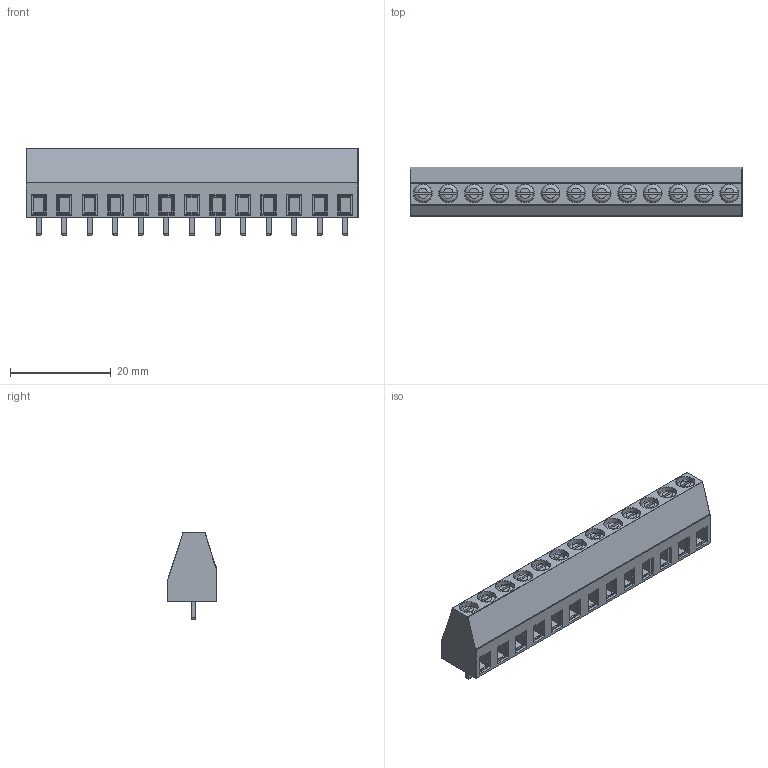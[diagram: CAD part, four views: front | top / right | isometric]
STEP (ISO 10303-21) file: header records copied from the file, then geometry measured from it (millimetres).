
FILE_DESCRIPTION(/* description */ ('model of TerminalBlock_Phoenix_MKDS-1,5-13-5.08_1x13_P5.08mm_Horizontal'),/* implementation_level */ '2;1');
FILE_NAME(/* name */ 'TerminalBlock_Phoenix_MKDS-1,5-13-5.08_1x13_P5.08mm_Horizontal.step',/* time_stamp */ '2019-06-17T02:13:37',/* author */ ('kicad StepUp','ksu'),/* organization */ ('FreeCAD'),/* preprocessor_version */ 'OCC',/* originating_system */ 'kicad StepUp',/* authorisation */ '');
FILE_SCHEMA(('AUTOMOTIVE_DESIGN { 1 0 10303 214 1 1 1 1 }'));
Length unit declared in the file: millimetre
Products named in the file (1): MKDS_1_5_13
Bounding box: 66.04 x 9.8 x 17.4 mm (x, y, z)
Volume: 6722.8 mm3; surface area: 4437.5 mm2
Topology: 1 solids, 1 shells, 549 faces, 1246 edges, 760 vertices
Faces by surface type: plane 334, cylinder 185, torus 26, bspline 4
Full cylindrical faces by diameter (mm): 3.68 x13
Entity records: 20582 total; most frequent: CARTESIAN_POINT 4386, DIRECTION 2570, ORIENTED_EDGE 2484, EDGE_CURVE 1242, LINE 882, VECTOR 882, AXIS2_PLACEMENT_3D 844, VERTEX_POINT 760
